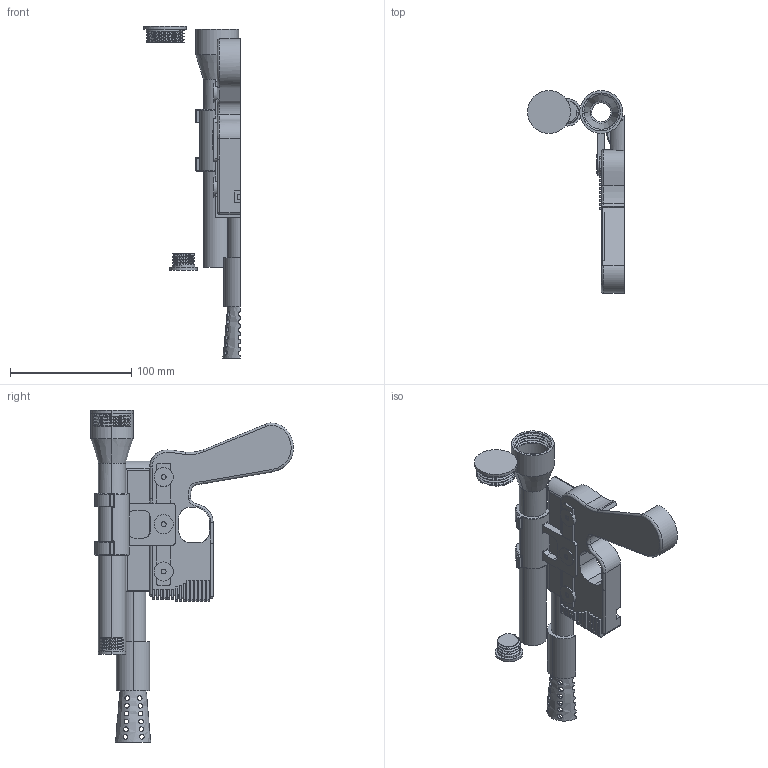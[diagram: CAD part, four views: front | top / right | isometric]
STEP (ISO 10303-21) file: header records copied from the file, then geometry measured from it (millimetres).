
FILE_DESCRIPTION (( 'STEP AP203' ), '1' );
FILE_NAME ('dl-44-left.STEP', '2025-06-25T20:29:52', ( '' ), ( '' ), 'SwSTEP 2.0', 'SolidWorks 2024', '' );
FILE_SCHEMA (( 'CONFIG_CONTROL_DESIGN' ));
Length unit declared in the file: inch
Products named in the file (1): dl-44-left
Bounding box: 79.81 x 167.2 x 273.54 mm (x, y, z)
Volume: 195003.1 mm3; surface area: 89900.8 mm2
Topology: 5 solids, 5 shells, 528 faces, 1462 edges, 942 vertices
Faces by surface type: plane 255, cylinder 200, bspline 36, torus 20, sphere 11, cone 6
Entity records: 23462 total; most frequent: CARTESIAN_POINT 10354, ORIENTED_EDGE 2902, DIRECTION 2485, EDGE_CURVE 1451, VERTEX_POINT 942, LINE 869, VECTOR 869, AXIS2_PLACEMENT_3D 808
